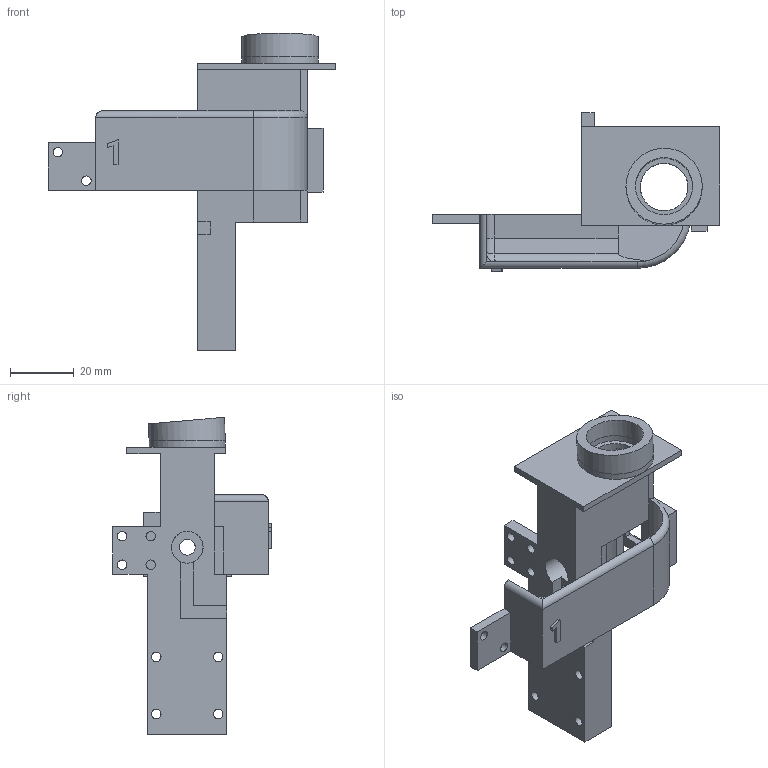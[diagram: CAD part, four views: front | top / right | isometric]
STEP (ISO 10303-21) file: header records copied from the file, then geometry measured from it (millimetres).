
FILE_DESCRIPTION(/* description */ ('STEP AP242','CAx-IF Rec.Pracs.---Representation and Presentation of Product Manufacturing Information (PMI)---4.0---2014-10-13','CAx-IF Rec.Pracs.---3D Tessellated Geometry---0.4---2014-09-14','2;1'),/* implementation_level */ '2;1');
FILE_NAME(/* name */ '66d5b85588e2e62abc309aee',/* time_stamp */ '2024-09-02T13:06:30Z',/* author */ (''),/* organization */ (''),/* preprocessor_version */ 'ST-DEVELOPER v20',/* originating_system */ ' ',/* authorisation */ ' ');
FILE_SCHEMA (('AP242_MANAGED_MODEL_BASED_3D_ENGINEERING_MIM_LF { 1 0 10303 442 1 1 4 }'));
Length unit declared in the file: metre
Products named in the file (1): Solenoid_Sensor_Mount
Bounding box: 90.48 x 50 x 99.92 mm (x, y, z)
Volume: 45680.5 mm3; surface area: 23050.7 mm2
Topology: 1 solids, 1 shells, 107 faces, 306 edges, 197 vertices
Faces by surface type: plane 79, cylinder 24, torus 3, sphere 1
Full cylindrical faces by diameter (mm): 3 x10, 5 x1, 10 x1, 15 x1, 18 x1, 24 x1
Entity records: 3340 total; most frequent: CARTESIAN_POINT 588, ORIENTED_EDGE 552, DIRECTION 541, EDGE_CURVE 276, LINE 219, VECTOR 219, VERTEX_POINT 185, AXIS2_PLACEMENT_3D 161
